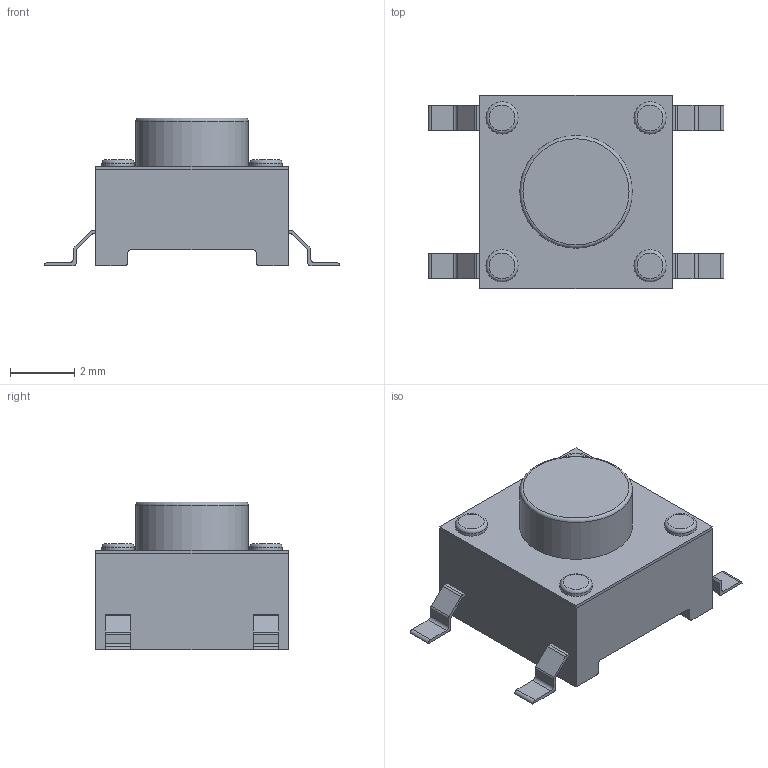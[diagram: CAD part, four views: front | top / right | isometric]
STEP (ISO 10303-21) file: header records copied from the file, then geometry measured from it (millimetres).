
FILE_DESCRIPTION(/* description */ (''),/* implementation_level */ '2;1');
FILE_NAME(/* name */ 'tact switch SMD 6x6 mm x 4,5mm.step',/* time_stamp */ '2020-03-18T20:23:55+01:00',/* author */ (''),/* organization */ (''),/* preprocessor_version */ 'ST-DEVELOPER v18',/* originating_system */ 'Autodesk Translation Framework v8.12.0.6',/* authorisation */ '');
FILE_SCHEMA (('AUTOMOTIVE_DESIGN { 1 0 10303 214 3 1 1 }'));
Length unit declared in the file: millimetre
Products named in the file (1): tact switch SMD 6x6 mm x 4,5mm
Bounding box: 9.2 x 6 x 4.6 mm (x, y, z)
Volume: 115.4 mm3; surface area: 282.3 mm2
Topology: 11 solids, 11 shells, 112 faces, 275 edges, 185 vertices
Faces by surface type: plane 70, cylinder 37, torus 5
Full cylindrical faces by diameter (mm): 1 x4, 3.5 x1
Entity records: 3370 total; most frequent: DIRECTION 595, CARTESIAN_POINT 573, ORIENTED_EDGE 550, EDGE_CURVE 275, AXIS2_PLACEMENT_3D 207, VERTEX_POINT 185, LINE 181, VECTOR 181
